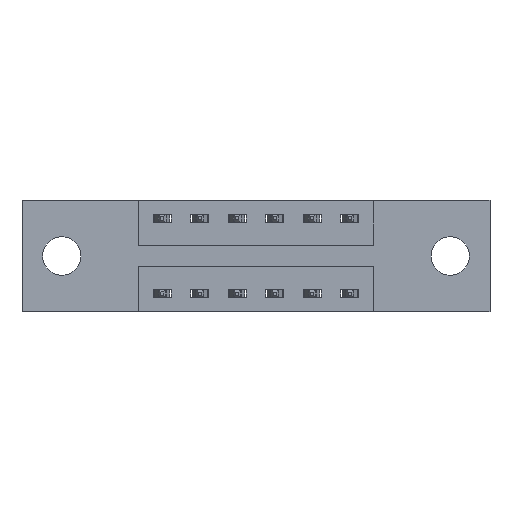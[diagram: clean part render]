
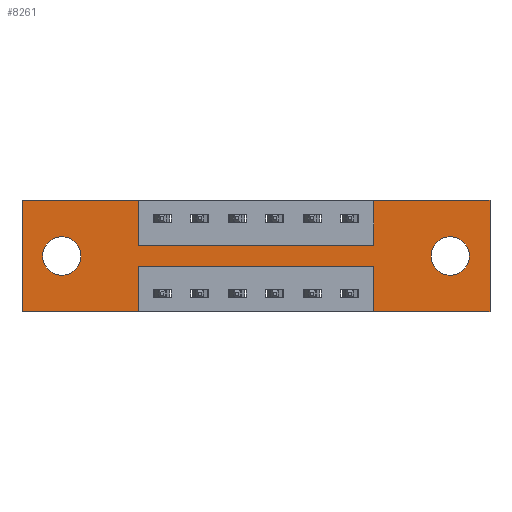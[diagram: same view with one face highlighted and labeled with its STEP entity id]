
A CAD part, front view. The second image highlights one B-rep face of the part: STEP entity #8261.
In plain terms, the highlighted planar face has unit normal (0, -1, 0).
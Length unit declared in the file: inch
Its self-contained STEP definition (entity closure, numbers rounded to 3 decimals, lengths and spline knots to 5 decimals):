
#9 = CARTESIAN_POINT ( 'NONE',  ( 1.1725, 0., -0.22 ) ) ;
#27 = ORIENTED_EDGE ( 'NONE', *, *, #677, .F. ) ;
#88 = EDGE_CURVE ( 'NONE', #4807, #3931, #6678, .T. ) ;
#161 = CARTESIAN_POINT ( 'NONE',  ( 0., 0., 0. ) ) ;
#315 = ORIENTED_EDGE ( 'NONE', *, *, #5329, .F. ) ;
#327 = CARTESIAN_POINT ( 'NONE',  ( 0.3875, 0., -0.15 ) ) ;
#368 = VECTOR ( 'NONE', #768, 39.37008 ) ;
#375 = CARTESIAN_POINT ( 'NONE',  ( 0.3875, 0., 0. ) ) ;
#570 = ORIENTED_EDGE ( 'NONE', *, *, #7947, .F. ) ;
#580 = CARTESIAN_POINT ( 'NONE',  ( 0., 0., 0. ) ) ;
#636 = EDGE_CURVE ( 'NONE', #2347, #4633, #820, .T. ) ;
#677 = EDGE_CURVE ( 'NONE', #6168, #4807, #8025, .T. ) ;
#768 = DIRECTION ( 'NONE',  ( 0., 0., -1. ) ) ;
#803 = PLANE ( 'NONE',  #2687 ) ;
#820 = CIRCLE ( 'NONE', #6805, 0.064 ) ;
#828 = CARTESIAN_POINT ( 'NONE',  ( 0.1325, 0., -0.249 ) ) ;
#916 = CIRCLE ( 'NONE', #4347, 0.064 ) ;
#926 = DIRECTION ( 'NONE',  ( 0., 0., 1. ) ) ;
#979 = LINE ( 'NONE', #5972, #2913 ) ;
#1055 = CARTESIAN_POINT ( 'NONE',  ( 0.3875, 0., -0.22 ) ) ;
#1080 = EDGE_CURVE ( 'NONE', #4633, #2347, #4342, .T. ) ;
#1117 = DIRECTION ( 'NONE',  ( 0., 0., -1. ) ) ;
#1169 = CARTESIAN_POINT ( 'NONE',  ( 1.1725, 0., 0. ) ) ;
#1324 = EDGE_CURVE ( 'NONE', #6040, #1766, #916, .T. ) ;
#1389 = VERTEX_POINT ( 'NONE', #3881 ) ;
#1424 = CARTESIAN_POINT ( 'NONE',  ( 0., 0., 0. ) ) ;
#1499 = CARTESIAN_POINT ( 'NONE',  ( 0., 0., -0.37 ) ) ;
#1605 = CARTESIAN_POINT ( 'NONE',  ( 0.3875, 0., -0.15 ) ) ;
#1654 = CARTESIAN_POINT ( 'NONE',  ( 0.1325, 0., -0.185 ) ) ;
#1656 = EDGE_CURVE ( 'NONE', #7331, #2550, #4353, .T. ) ;
#1664 = VECTOR ( 'NONE', #3862, 39.37008 ) ;
#1698 = FACE_OUTER_BOUND ( 'NONE', #3169, .T. ) ;
#1766 = VERTEX_POINT ( 'NONE', #7002 ) ;
#1770 = CARTESIAN_POINT ( 'NONE',  ( 1.4275, 0., -0.121 ) ) ;
#2025 = EDGE_CURVE ( 'NONE', #2837, #7331, #5898, .T. ) ;
#2069 = ORIENTED_EDGE ( 'NONE', *, *, #636, .T. ) ;
#2129 = VECTOR ( 'NONE', #6183, 39.37008 ) ;
#2209 = EDGE_CURVE ( 'NONE', #2550, #6168, #6007, .T. ) ;
#2267 = CARTESIAN_POINT ( 'NONE',  ( 1.4275, 0., -0.249 ) ) ;
#2271 = VECTOR ( 'NONE', #5310, 39.37008 ) ;
#2277 = ORIENTED_EDGE ( 'NONE', *, *, #1656, .F. ) ;
#2328 = ORIENTED_EDGE ( 'NONE', *, *, #5226, .F. ) ;
#2347 = VERTEX_POINT ( 'NONE', #2267 ) ;
#2550 = VERTEX_POINT ( 'NONE', #8151 ) ;
#2601 = ORIENTED_EDGE ( 'NONE', *, *, #2209, .F. ) ;
#2658 = EDGE_CURVE ( 'NONE', #5028, #6113, #6229, .T. ) ;
#2687 = AXIS2_PLACEMENT_3D ( 'NONE', #1499, #6904, #7673 ) ;
#2715 = DIRECTION ( 'NONE',  ( 0., 0., 1. ) ) ;
#2837 = VERTEX_POINT ( 'NONE', #7776 ) ;
#2913 = VECTOR ( 'NONE', #4856, 39.37008 ) ;
#3093 = DIRECTION ( 'NONE',  ( 1., 0., 0. ) ) ;
#3169 = EDGE_LOOP ( 'NONE', ( #2601, #2277, #7784, #315, #7697, #2328, #570, #7023, #8382, #3972, #7219, #27 ) ) ;
#3438 = EDGE_CURVE ( 'NONE', #8605, #5407, #4005, .T. ) ;
#3499 = CARTESIAN_POINT ( 'NONE',  ( 0.1325, 0., -0.185 ) ) ;
#3506 = ORIENTED_EDGE ( 'NONE', *, *, #1324, .T. ) ;
#3665 = VECTOR ( 'NONE', #3093, 39.37008 ) ;
#3767 = VECTOR ( 'NONE', #4931, 39.37008 ) ;
#3853 = LINE ( 'NONE', #375, #7000 ) ;
#3861 = EDGE_CURVE ( 'NONE', #1766, #6040, #4337, .T. ) ;
#3862 = DIRECTION ( 'NONE',  ( -1., 0., 0. ) ) ;
#3881 = CARTESIAN_POINT ( 'NONE',  ( 1.1725, 0., 0. ) ) ;
#3931 = VERTEX_POINT ( 'NONE', #161 ) ;
#3972 = ORIENTED_EDGE ( 'NONE', *, *, #7411, .F. ) ;
#4005 = LINE ( 'NONE', #327, #3665 ) ;
#4127 = VECTOR ( 'NONE', #2715, 39.37008 ) ;
#4174 = LINE ( 'NONE', #1424, #2129 ) ;
#4245 = CARTESIAN_POINT ( 'NONE',  ( 0.3875, 0., -0.37 ) ) ;
#4337 = CIRCLE ( 'NONE', #7029, 0.064 ) ;
#4342 = CIRCLE ( 'NONE', #7022, 0.064 ) ;
#4347 = AXIS2_PLACEMENT_3D ( 'NONE', #1654, #7773, #7081 ) ;
#4353 = LINE ( 'NONE', #1055, #1664 ) ;
#4633 = VERTEX_POINT ( 'NONE', #1770 ) ;
#4700 = ORIENTED_EDGE ( 'NONE', *, *, #1080, .T. ) ;
#4807 = VERTEX_POINT ( 'NONE', #5308 ) ;
#4849 = DIRECTION ( 'NONE',  ( 0., 1., 0. ) ) ;
#4856 = DIRECTION ( 'NONE',  ( -1., 0., 0. ) ) ;
#4931 = DIRECTION ( 'NONE',  ( 0., 0., -1. ) ) ;
#5010 = CARTESIAN_POINT ( 'NONE',  ( 0., 0., 0. ) ) ;
#5028 = VERTEX_POINT ( 'NONE', #6099 ) ;
#5045 = ORIENTED_EDGE ( 'NONE', *, *, #3861, .T. ) ;
#5106 = CARTESIAN_POINT ( 'NONE',  ( 0.3875, 0., -0.37 ) ) ;
#5120 = DIRECTION ( 'NONE',  ( -1., 0., 0. ) ) ;
#5129 = DIRECTION ( 'NONE',  ( 0., 0., 1. ) ) ;
#5194 = CARTESIAN_POINT ( 'NONE',  ( 1.4275, 0., -0.185 ) ) ;
#5226 = EDGE_CURVE ( 'NONE', #1389, #5028, #7763, .T. ) ;
#5249 = DIRECTION ( 'NONE',  ( 0., 1., 0. ) ) ;
#5252 = VERTEX_POINT ( 'NONE', #8047 ) ;
#5308 = CARTESIAN_POINT ( 'NONE',  ( 0., 0., -0.37 ) ) ;
#5310 = DIRECTION ( 'NONE',  ( 1., 0., 0. ) ) ;
#5329 = EDGE_CURVE ( 'NONE', #6113, #2837, #979, .T. ) ;
#5397 = LINE ( 'NONE', #1169, #6052 ) ;
#5407 = VERTEX_POINT ( 'NONE', #7408 ) ;
#5453 = CARTESIAN_POINT ( 'NONE',  ( 1.4275, 0., -0.185 ) ) ;
#5686 = CARTESIAN_POINT ( 'NONE',  ( 0., 0., -0.37 ) ) ;
#5898 = LINE ( 'NONE', #6105, #4127 ) ;
#5972 = CARTESIAN_POINT ( 'NONE',  ( 0., 0., -0.37 ) ) ;
#6007 = LINE ( 'NONE', #4245, #3767 ) ;
#6040 = VERTEX_POINT ( 'NONE', #828 ) ;
#6052 = VECTOR ( 'NONE', #5129, 39.37008 ) ;
#6099 = CARTESIAN_POINT ( 'NONE',  ( 1.56, 0., 0. ) ) ;
#6105 = CARTESIAN_POINT ( 'NONE',  ( 1.1725, 0., -0.37 ) ) ;
#6113 = VERTEX_POINT ( 'NONE', #7608 ) ;
#6125 = EDGE_CURVE ( 'NONE', #5252, #8605, #3853, .T. ) ;
#6168 = VERTEX_POINT ( 'NONE', #5106 ) ;
#6183 = DIRECTION ( 'NONE',  ( 1., 0., 0. ) ) ;
#6229 = LINE ( 'NONE', #6947, #368 ) ;
#6504 = DIRECTION ( 'NONE',  ( 0., 0., -1. ) ) ;
#6598 = EDGE_LOOP ( 'NONE', ( #4700, #2069 ) ) ;
#6678 = LINE ( 'NONE', #5010, #8780 ) ;
#6805 = AXIS2_PLACEMENT_3D ( 'NONE', #5453, #7059, #8276 ) ;
#6857 = VECTOR ( 'NONE', #5120, 39.37008 ) ;
#6876 = DIRECTION ( 'NONE',  ( 0., 0., 1. ) ) ;
#6904 = DIRECTION ( 'NONE',  ( 0., -1., 0. ) ) ;
#6947 = CARTESIAN_POINT ( 'NONE',  ( 1.56, 0., 0. ) ) ;
#7000 = VECTOR ( 'NONE', #6504, 39.37008 ) ;
#7002 = CARTESIAN_POINT ( 'NONE',  ( 0.1325, 0., -0.121 ) ) ;
#7022 = AXIS2_PLACEMENT_3D ( 'NONE', #5194, #5249, #1117 ) ;
#7023 = ORIENTED_EDGE ( 'NONE', *, *, #3438, .F. ) ;
#7029 = AXIS2_PLACEMENT_3D ( 'NONE', #3499, #4849, #6876 ) ;
#7059 = DIRECTION ( 'NONE',  ( 0., 1., 0. ) ) ;
#7081 = DIRECTION ( 'NONE',  ( 0., 0., 1. ) ) ;
#7219 = ORIENTED_EDGE ( 'NONE', *, *, #88, .F. ) ;
#7236 = EDGE_LOOP ( 'NONE', ( #5045, #3506 ) ) ;
#7282 = FACE_BOUND ( 'NONE', #6598, .T. ) ;
#7331 = VERTEX_POINT ( 'NONE', #9 ) ;
#7408 = CARTESIAN_POINT ( 'NONE',  ( 1.1725, 0., -0.15 ) ) ;
#7411 = EDGE_CURVE ( 'NONE', #3931, #5252, #4174, .T. ) ;
#7608 = CARTESIAN_POINT ( 'NONE',  ( 1.56, 0., -0.37 ) ) ;
#7673 = DIRECTION ( 'NONE',  ( 0., 0., -1. ) ) ;
#7697 = ORIENTED_EDGE ( 'NONE', *, *, #2658, .F. ) ;
#7763 = LINE ( 'NONE', #580, #2271 ) ;
#7773 = DIRECTION ( 'NONE',  ( 0., 1., 0. ) ) ;
#7776 = CARTESIAN_POINT ( 'NONE',  ( 1.1725, 0., -0.37 ) ) ;
#7784 = ORIENTED_EDGE ( 'NONE', *, *, #2025, .F. ) ;
#7947 = EDGE_CURVE ( 'NONE', #5407, #1389, #5397, .T. ) ;
#8025 = LINE ( 'NONE', #5686, #6857 ) ;
#8047 = CARTESIAN_POINT ( 'NONE',  ( 0.3875, 0., 0. ) ) ;
#8049 = FACE_BOUND ( 'NONE', #7236, .T. ) ;
#8151 = CARTESIAN_POINT ( 'NONE',  ( 0.3875, 0., -0.22 ) ) ;
#8261 = ADVANCED_FACE ( 'NONE', ( #7282, #8049, #1698 ), #803, .T. ) ;
#8276 = DIRECTION ( 'NONE',  ( 0., 0., -1. ) ) ;
#8382 = ORIENTED_EDGE ( 'NONE', *, *, #6125, .F. ) ;
#8605 = VERTEX_POINT ( 'NONE', #1605 ) ;
#8780 = VECTOR ( 'NONE', #926, 39.37008 ) ;
